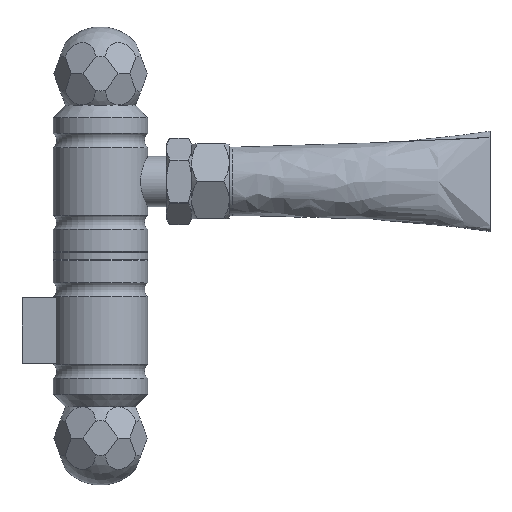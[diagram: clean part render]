
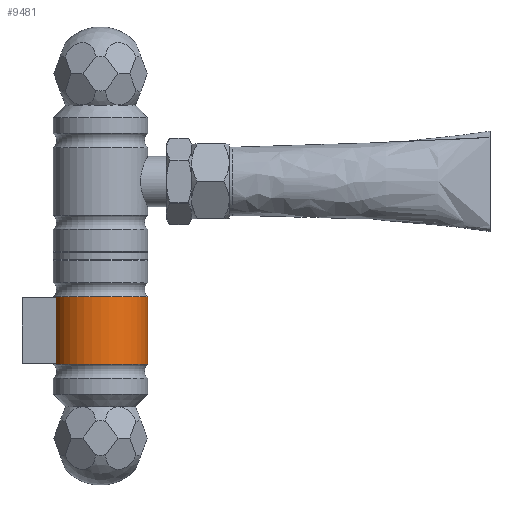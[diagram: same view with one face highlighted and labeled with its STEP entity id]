
A CAD part, top view. The second image highlights one B-rep face of the part: STEP entity #9481.
In plain terms, the highlighted cylindrical face has radius 15 mm (diameter 30 mm), a full revolution.
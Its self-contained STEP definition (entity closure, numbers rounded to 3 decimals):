
#160 = VECTOR ( 'NONE', #15610, 1000. ) ;
#293 = CARTESIAN_POINT ( 'NONE',  ( 0., 33.25, 0. ) ) ;
#816 = LINE ( 'NONE', #6842, #6144 ) ;
#1213 = DIRECTION ( 'NONE',  ( 1., 0., 0. ) ) ;
#1582 = AXIS2_PLACEMENT_3D ( 'NONE', #12159, #7073, #14961 ) ;
#1986 = EDGE_LOOP ( 'NONE', ( #2304, #11895, #6925, #12065 ) ) ;
#2304 = ORIENTED_EDGE ( 'NONE', *, *, #3573, .T. ) ;
#2428 = VERTEX_POINT ( 'NONE', #9389 ) ;
#2608 = CARTESIAN_POINT ( 'NONE',  ( 0., 0., 0. ) ) ;
#2668 = CARTESIAN_POINT ( 'NONE',  ( 14.142, 33.25, -5. ) ) ;
#2952 = CARTESIAN_POINT ( 'NONE',  ( 15., 33.5, 0. ) ) ;
#3573 = EDGE_CURVE ( 'NONE', #5758, #13697, #3708, .T. ) ;
#3708 = CIRCLE ( 'NONE', #11912, 15. ) ;
#3725 = EDGE_CURVE ( 'NONE', #16607, #2428, #13962, .T. ) ;
#3823 = CARTESIAN_POINT ( 'NONE',  ( 14.142, 0., 5. ) ) ;
#3917 = EDGE_LOOP ( 'NONE', ( #9133 ) ) ;
#4387 = CARTESIAN_POINT ( 'NONE',  ( 15., 12., 0. ) ) ;
#4964 = EDGE_CURVE ( 'NONE', #2428, #5758, #15341, .T. ) ;
#5582 = CIRCLE ( 'NONE', #10003, 15. ) ;
#5758 = VERTEX_POINT ( 'NONE', #15513 ) ;
#6144 = VECTOR ( 'NONE', #8280, 1000. ) ;
#6234 = CYLINDRICAL_SURFACE ( 'NONE', #10557, 15. ) ;
#6235 = CARTESIAN_POINT ( 'NONE',  ( 0., 33.5, 0. ) ) ;
#6336 = VERTEX_POINT ( 'NONE', #2952 ) ;
#6842 = CARTESIAN_POINT ( 'NONE',  ( 14.142, 0., -5. ) ) ;
#6925 = ORIENTED_EDGE ( 'NONE', *, *, #3725, .T. ) ;
#7073 = DIRECTION ( 'NONE',  ( 0., -1., 0. ) ) ;
#7157 = DIRECTION ( 'NONE',  ( 1., 0., 0. ) ) ;
#7276 = FACE_OUTER_BOUND ( 'NONE', #12471, .T. ) ;
#7629 = DIRECTION ( 'NONE',  ( 0., -1., 0. ) ) ;
#8280 = DIRECTION ( 'NONE',  ( 0., -1., 0. ) ) ;
#8943 = DIRECTION ( 'NONE',  ( 1., 0., 0. ) ) ;
#9133 = ORIENTED_EDGE ( 'NONE', *, *, #14550, .T. ) ;
#9389 = CARTESIAN_POINT ( 'NONE',  ( 14.142, 12.25, 5. ) ) ;
#9481 = ADVANCED_FACE ( 'NONE', ( #9939, #7276, #13015 ), #6234, .T. ) ;
#9618 = CARTESIAN_POINT ( 'NONE',  ( 0., 12., 0. ) ) ;
#9908 = AXIS2_PLACEMENT_3D ( 'NONE', #6235, #7629, #8943 ) ;
#9939 = FACE_OUTER_BOUND ( 'NONE', #3917, .T. ) ;
#10003 = AXIS2_PLACEMENT_3D ( 'NONE', #9618, #11056, #7157 ) ;
#10008 = CARTESIAN_POINT ( 'NONE',  ( 14.142, 12.25, -5. ) ) ;
#10557 = AXIS2_PLACEMENT_3D ( 'NONE', #2608, #15730, #1213 ) ;
#11056 = DIRECTION ( 'NONE',  ( 0., -1., 0. ) ) ;
#11895 = ORIENTED_EDGE ( 'NONE', *, *, #16965, .T. ) ;
#11912 = AXIS2_PLACEMENT_3D ( 'NONE', #293, #15894, #12042 ) ;
#12042 = DIRECTION ( 'NONE',  ( -1., 0., 0. ) ) ;
#12065 = ORIENTED_EDGE ( 'NONE', *, *, #4964, .T. ) ;
#12159 = CARTESIAN_POINT ( 'NONE',  ( 0., 12.25, 0. ) ) ;
#12471 = EDGE_LOOP ( 'NONE', ( #16238 ) ) ;
#12580 = CIRCLE ( 'NONE', #9908, 15. ) ;
#13015 = FACE_BOUND ( 'NONE', #1986, .T. ) ;
#13697 = VERTEX_POINT ( 'NONE', #2668 ) ;
#13962 = CIRCLE ( 'NONE', #1582, 15. ) ;
#14338 = VERTEX_POINT ( 'NONE', #4387 ) ;
#14550 = EDGE_CURVE ( 'NONE', #6336, #6336, #12580, .T. ) ;
#14805 = EDGE_CURVE ( 'NONE', #14338, #14338, #5582, .T. ) ;
#14961 = DIRECTION ( 'NONE',  ( 1., 0., 0. ) ) ;
#15341 = LINE ( 'NONE', #3823, #160 ) ;
#15513 = CARTESIAN_POINT ( 'NONE',  ( 14.142, 33.25, 5. ) ) ;
#15610 = DIRECTION ( 'NONE',  ( 0., 1., 0. ) ) ;
#15730 = DIRECTION ( 'NONE',  ( 0., -1., 0. ) ) ;
#15894 = DIRECTION ( 'NONE',  ( 0., 1., 0. ) ) ;
#16238 = ORIENTED_EDGE ( 'NONE', *, *, #14805, .F. ) ;
#16607 = VERTEX_POINT ( 'NONE', #10008 ) ;
#16965 = EDGE_CURVE ( 'NONE', #13697, #16607, #816, .T. ) ;
